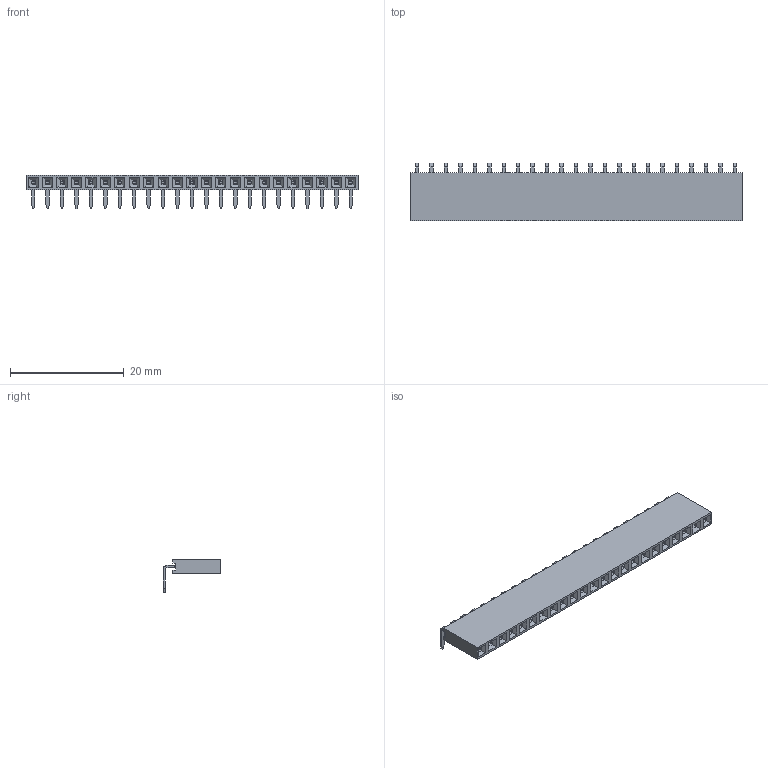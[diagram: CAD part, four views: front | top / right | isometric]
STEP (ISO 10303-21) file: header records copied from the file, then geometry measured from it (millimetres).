
FILE_DESCRIPTION(('STEP AP214'), '1');
FILE_NAME('PBS-R', '', ('UNSPECIFIED'), ('UNSPECIFIED'), 'ASCON STEP Converter 1.6', 'ASCON Math Kernel', '');
FILE_SCHEMA(('AUTOMOTIVE_DESIGN { 1 0 10303 214 3 1 1}'));
Length unit declared in the file: millimetre
Bounding box: 58.42 x 10.2 x 5.84 mm (x, y, z)
Volume: 1140.6 mm3; surface area: 2524.6 mm2
Topology: 1 solids, 1 shells, 1344 faces, 3704 edges, 2316 vertices
Faces by surface type: plane 1137, cylinder 207
Entity records: 52710 total; most frequent: ORIENTED_EDGE 7408, CARTESIAN_POINT 7365, DIRECTION 6900, EDGE_CURVE 3704, LINE 3198, VECTOR 3198, VERTEX_POINT 2316, AXIS2_PLACEMENT_3D 1851
